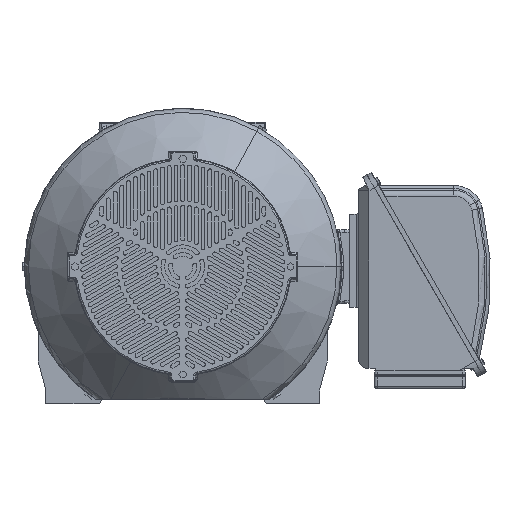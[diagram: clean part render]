
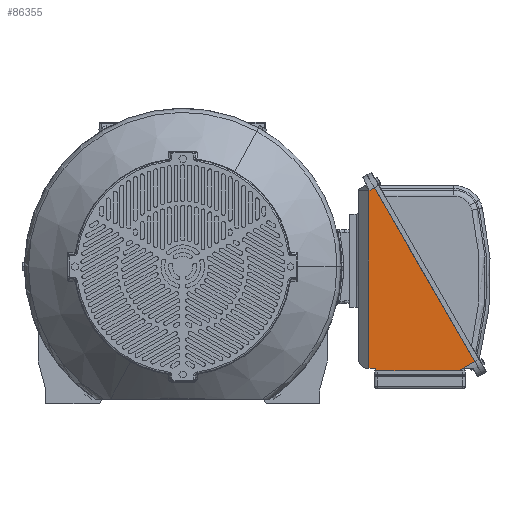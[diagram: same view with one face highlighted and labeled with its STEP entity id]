
A CAD part, left-side view. The second image highlights one B-rep face of the part: STEP entity #86355.
In plain terms, the highlighted planar face has unit normal (-1, 0, 0).
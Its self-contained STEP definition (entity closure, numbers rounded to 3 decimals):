
#431 = DIRECTION ( 'NONE',  ( 1., 0., 0. ) ) ;
#1167 = ORIENTED_EDGE ( 'NONE', *, *, #102062, .F. ) ;
#4431 = CARTESIAN_POINT ( 'NONE',  ( -260.214, -406.867, 994.131 ) ) ;
#7082 = EDGE_CURVE ( 'NONE', #185556, #56893, #93464, .T. ) ;
#25220 = CARTESIAN_POINT ( 'NONE',  ( -260.214, -579.047, 620.111 ) ) ;
#25298 = CARTESIAN_POINT ( 'NONE',  ( -260.214, -398.207, 989.131 ) ) ;
#25403 = LINE ( 'NONE', #90484, #66392 ) ;
#27651 = VERTEX_POINT ( 'NONE', #106679 ) ;
#28674 = VERTEX_POINT ( 'NONE', #65513 ) ;
#30463 = AXIS2_PLACEMENT_3D ( 'NONE', #146440, #431, #129435 ) ;
#33717 = VERTEX_POINT ( 'NONE', #53023 ) ;
#35448 = CARTESIAN_POINT ( 'NONE',  ( -260.214, -611.867, 639.06 ) ) ;
#49818 = CARTESIAN_POINT ( 'NONE',  ( -260.214, -462.144, 898.388 ) ) ;
#50468 = ORIENTED_EDGE ( 'NONE', *, *, #79598, .T. ) ;
#53023 = CARTESIAN_POINT ( 'NONE',  ( -260.214, -409.867, 620.111 ) ) ;
#56009 = VERTEX_POINT ( 'NONE', #95591 ) ;
#56893 = VERTEX_POINT ( 'NONE', #35448 ) ;
#58160 = VECTOR ( 'NONE', #69782, 1000. ) ;
#65513 = CARTESIAN_POINT ( 'NONE',  ( -260.214, -395.867, 625.111 ) ) ;
#66392 = VECTOR ( 'NONE', #74456, 1000. ) ;
#69782 = DIRECTION ( 'NONE',  ( 0., 0., -1. ) ) ;
#72252 = LINE ( 'NONE', #25298, #205839 ) ;
#72915 = CARTESIAN_POINT ( 'NONE',  ( -260.214, -395.867, 845.111 ) ) ;
#74456 = DIRECTION ( 'NONE',  ( 0., 0., 1. ) ) ;
#79598 = EDGE_CURVE ( 'NONE', #27651, #28674, #168874, .T. ) ;
#79712 = LINE ( 'NONE', #49818, #83289 ) ;
#83289 = VECTOR ( 'NONE', #111724, 1000. ) ;
#84019 = LINE ( 'NONE', #98968, #145449 ) ;
#86355 = ADVANCED_FACE ( 'NONE', ( #93271 ), #112402, .F. ) ;
#90484 = CARTESIAN_POINT ( 'NONE',  ( -260.214, -409.867, 845.111 ) ) ;
#92170 = ORIENTED_EDGE ( 'NONE', *, *, #118287, .F. ) ;
#92736 = CARTESIAN_POINT ( 'NONE',  ( -260.214, -369.867, 620.111 ) ) ;
#93271 = FACE_OUTER_BOUND ( 'NONE', #125144, .T. ) ;
#93464 = LINE ( 'NONE', #141404, #159259 ) ;
#95178 = EDGE_CURVE ( 'NONE', #33717, #56009, #25403, .T. ) ;
#95591 = CARTESIAN_POINT ( 'NONE',  ( -260.214, -409.867, 625.111 ) ) ;
#98968 = CARTESIAN_POINT ( 'NONE',  ( -260.214, -369.867, 625.111 ) ) ;
#102062 = EDGE_CURVE ( 'NONE', #56009, #28674, #84019, .T. ) ;
#106679 = CARTESIAN_POINT ( 'NONE',  ( -260.214, -395.867, 987.78 ) ) ;
#110506 = DIRECTION ( 'NONE',  ( 0., -0.866, 0.5 ) ) ;
#111724 = DIRECTION ( 'NONE',  ( 0., -0.5, -0.866 ) ) ;
#112402 = PLANE ( 'NONE',  #30463 ) ;
#118287 = EDGE_CURVE ( 'NONE', #185556, #33717, #208849, .T. ) ;
#124000 = VECTOR ( 'NONE', #128921, 1000. ) ;
#124469 = DIRECTION ( 'NONE',  ( 0., 0.866, -0.5 ) ) ;
#125144 = EDGE_LOOP ( 'NONE', ( #181385, #50468, #1167, #210345, #92170, #206404, #198222 ) ) ;
#128921 = DIRECTION ( 'NONE',  ( 0., 1., 0. ) ) ;
#129435 = DIRECTION ( 'NONE',  ( 0., 0., 1. ) ) ;
#141404 = CARTESIAN_POINT ( 'NONE',  ( -260.214, -519.59, 585.784 ) ) ;
#145449 = VECTOR ( 'NONE', #180976, 1000. ) ;
#146440 = CARTESIAN_POINT ( 'NONE',  ( -260.214, -369.867, 845.111 ) ) ;
#157555 = VERTEX_POINT ( 'NONE', #4431 ) ;
#159259 = VECTOR ( 'NONE', #110506, 1000. ) ;
#168874 = LINE ( 'NONE', #72915, #58160 ) ;
#176335 = EDGE_CURVE ( 'NONE', #157555, #27651, #72252, .T. ) ;
#180976 = DIRECTION ( 'NONE',  ( 0., 1., 0. ) ) ;
#181385 = ORIENTED_EDGE ( 'NONE', *, *, #176335, .T. ) ;
#185556 = VERTEX_POINT ( 'NONE', #25220 ) ;
#198222 = ORIENTED_EDGE ( 'NONE', *, *, #207605, .F. ) ;
#205839 = VECTOR ( 'NONE', #124469, 1000. ) ;
#206404 = ORIENTED_EDGE ( 'NONE', *, *, #7082, .T. ) ;
#207605 = EDGE_CURVE ( 'NONE', #157555, #56893, #79712, .T. ) ;
#208849 = LINE ( 'NONE', #92736, #124000 ) ;
#210345 = ORIENTED_EDGE ( 'NONE', *, *, #95178, .F. ) ;
